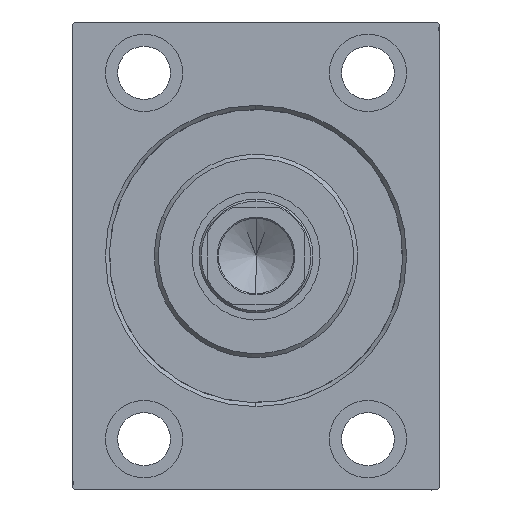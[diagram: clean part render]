
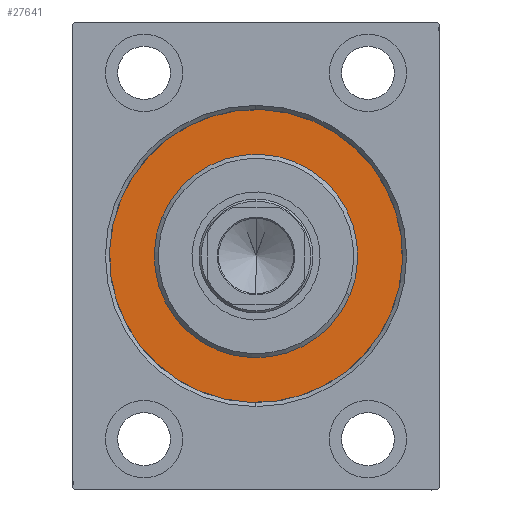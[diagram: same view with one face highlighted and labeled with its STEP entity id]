
A CAD part, left-side view. The second image highlights one B-rep face of the part: STEP entity #27641.
In plain terms, the highlighted face is planar.
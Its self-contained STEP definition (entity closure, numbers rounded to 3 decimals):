
#390 = VERTEX_POINT ( 'NONE', #15007 ) ;
#706 = CIRCLE ( 'NONE', #24531, 25. ) ;
#4071 = DIRECTION ( 'NONE',  ( -1., 0., 0. ) ) ;
#4200 = ORIENTED_EDGE ( 'NONE', *, *, #4282, .F. ) ;
#4282 = EDGE_CURVE ( 'NONE', #17552, #14568, #30278, .T. ) ;
#4648 = ORIENTED_EDGE ( 'NONE', *, *, #44666, .F. ) ;
#8958 = AXIS2_PLACEMENT_3D ( 'NONE', #15140, #4071, #11086 ) ;
#9389 = EDGE_CURVE ( 'NONE', #14568, #17552, #43990, .T. ) ;
#11044 = EDGE_CURVE ( 'NONE', #36321, #390, #706, .T. ) ;
#11086 = DIRECTION ( 'NONE',  ( 0., 0., 1. ) ) ;
#13515 = CARTESIAN_POINT ( 'NONE',  ( 0., 0., -36. ) ) ;
#13858 = DIRECTION ( 'NONE',  ( 0., 0., -1. ) ) ;
#14020 = CARTESIAN_POINT ( 'NONE',  ( 0., 0., 0. ) ) ;
#14568 = VERTEX_POINT ( 'NONE', #13515 ) ;
#15007 = CARTESIAN_POINT ( 'NONE',  ( 0., 0., -25. ) ) ;
#15140 = CARTESIAN_POINT ( 'NONE',  ( 0., 0., 0. ) ) ;
#15172 = EDGE_LOOP ( 'NONE', ( #36747, #4648 ) ) ;
#17552 = VERTEX_POINT ( 'NONE', #43844 ) ;
#18013 = AXIS2_PLACEMENT_3D ( 'NONE', #14020, #28056, #20355 ) ;
#18022 = CARTESIAN_POINT ( 'NONE',  ( 0., 0., 25. ) ) ;
#18312 = FACE_OUTER_BOUND ( 'NONE', #38759, .T. ) ;
#19995 = DIRECTION ( 'NONE',  ( 0., 0., -1. ) ) ;
#20355 = DIRECTION ( 'NONE',  ( 0., 0., 1. ) ) ;
#20446 = CARTESIAN_POINT ( 'NONE',  ( 0., 0., 0. ) ) ;
#23818 = CARTESIAN_POINT ( 'NONE',  ( 0., 0., 0. ) ) ;
#24531 = AXIS2_PLACEMENT_3D ( 'NONE', #23818, #37180, #13858 ) ;
#25130 = ORIENTED_EDGE ( 'NONE', *, *, #9389, .F. ) ;
#27641 = ADVANCED_FACE ( 'NONE', ( #35065, #18312 ), #35954, .F. ) ;
#28056 = DIRECTION ( 'NONE',  ( -1., 0., 0. ) ) ;
#29559 = AXIS2_PLACEMENT_3D ( 'NONE', #30699, #34083, #44264 ) ;
#29763 = CIRCLE ( 'NONE', #43473, 25. ) ;
#30278 = CIRCLE ( 'NONE', #29559, 36. ) ;
#30699 = CARTESIAN_POINT ( 'NONE',  ( 0., 0., 0. ) ) ;
#34083 = DIRECTION ( 'NONE',  ( -1., 0., 0. ) ) ;
#35065 = FACE_BOUND ( 'NONE', #15172, .T. ) ;
#35954 = PLANE ( 'NONE',  #8958 ) ;
#36321 = VERTEX_POINT ( 'NONE', #18022 ) ;
#36747 = ORIENTED_EDGE ( 'NONE', *, *, #11044, .F. ) ;
#37180 = DIRECTION ( 'NONE',  ( 1., 0., 0. ) ) ;
#38759 = EDGE_LOOP ( 'NONE', ( #25130, #4200 ) ) ;
#43473 = AXIS2_PLACEMENT_3D ( 'NONE', #20446, #44207, #19995 ) ;
#43844 = CARTESIAN_POINT ( 'NONE',  ( 0., 0., 36. ) ) ;
#43990 = CIRCLE ( 'NONE', #18013, 36. ) ;
#44207 = DIRECTION ( 'NONE',  ( 1., 0., 0. ) ) ;
#44264 = DIRECTION ( 'NONE',  ( 0., 0., 1. ) ) ;
#44666 = EDGE_CURVE ( 'NONE', #390, #36321, #29763, .T. ) ;
